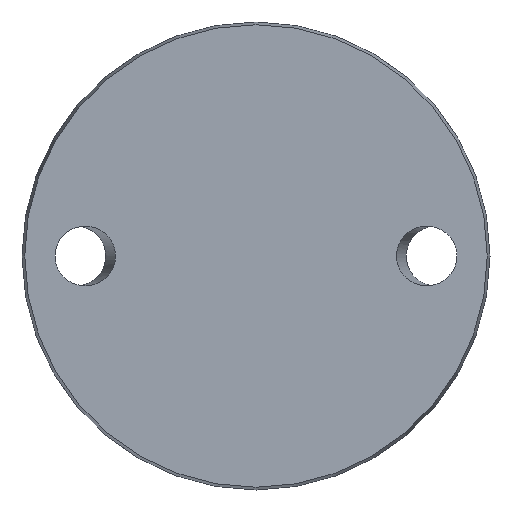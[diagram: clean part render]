
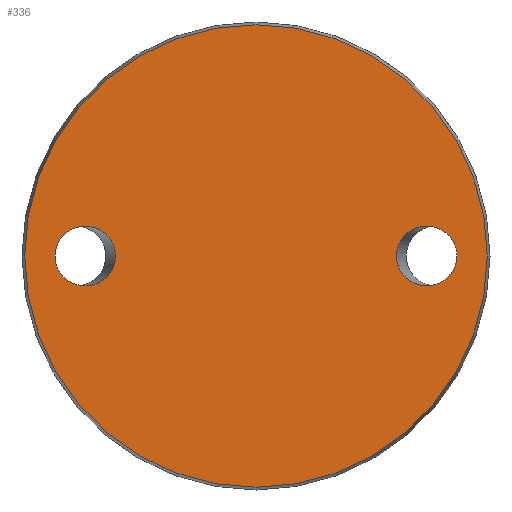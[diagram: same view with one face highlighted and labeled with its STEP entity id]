
A CAD part, front view. The second image highlights one B-rep face of the part: STEP entity #336.
In plain terms, the highlighted planar face has unit normal (0, -1, 0).
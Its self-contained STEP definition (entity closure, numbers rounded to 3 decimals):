
#8 = VERTEX_POINT ( 'NONE', #314 ) ;
#14 = CARTESIAN_POINT ( 'NONE',  ( 42.087, 0., 0. ) ) ;
#16 = FACE_BOUND ( 'NONE', #252, .T. ) ;
#19 = CARTESIAN_POINT ( 'NONE',  ( 42.087, 0., 0. ) ) ;
#38 = EDGE_LOOP ( 'NONE', ( #485 ) ) ;
#74 = EDGE_CURVE ( 'NONE', #378, #378, #269, .T. ) ;
#118 =( BOUNDED_CURVE ( )  B_SPLINE_CURVE ( 3, ( #442, #192, #380, #384, #437, #205, #14 ),
 .UNSPECIFIED., .T., .T. ) 
 B_SPLINE_CURVE_WITH_KNOTS ( ( 4, 3, 4 ),
 ( 0., 3.142, 6.283 ),
 .UNSPECIFIED. ) 
 CURVE ( )  GEOMETRIC_REPRESENTATION_ITEM ( )  RATIONAL_B_SPLINE_CURVE ( ( 1., 0.333, 0.333, 1., 0.333, 0.333, 1. ) ) 
 REPRESENTATION_ITEM ( '' )  );
#154 = DIRECTION ( 'NONE',  ( 0., -1., 0. ) ) ;
#172 = CIRCLE ( 'NONE', #374, 48.425 ) ;
#187 = CARTESIAN_POINT ( 'NONE',  ( -42.087, 0., 0. ) ) ;
#192 = CARTESIAN_POINT ( 'NONE',  ( 42.087, 0., -12.5 ) ) ;
#205 = CARTESIAN_POINT ( 'NONE',  ( 42.087, 0., 12.5 ) ) ;
#252 = EDGE_LOOP ( 'NONE', ( #772 ) ) ;
#257 = CARTESIAN_POINT ( 'NONE',  ( -48.425, 0., 0. ) ) ;
#269 =( BOUNDED_CURVE ( )  B_SPLINE_CURVE ( 3, ( #732, #303, #496, #421, #491, #727, #187 ),
 .UNSPECIFIED., .T., .F. ) 
 B_SPLINE_CURVE_WITH_KNOTS ( ( 4, 3, 4 ),
 ( 0., 3.142, 6.283 ),
 .UNSPECIFIED. ) 
 CURVE ( )  GEOMETRIC_REPRESENTATION_ITEM ( )  RATIONAL_B_SPLINE_CURVE ( ( 1., 0.333, 0.333, 1., 0.333, 0.333, 1. ) ) 
 REPRESENTATION_ITEM ( '' )  );
#283 = EDGE_CURVE ( 'NONE', #558, #558, #118, .T. ) ;
#303 = CARTESIAN_POINT ( 'NONE',  ( -42.087, 0., 12.5 ) ) ;
#314 = CARTESIAN_POINT ( 'NONE',  ( 0., 0., -48.425 ) ) ;
#336 = ADVANCED_FACE ( 'NONE', ( #16, #386, #631 ), #508, .F. ) ;
#374 = AXIS2_PLACEMENT_3D ( 'NONE', #457, #154, #591 ) ;
#378 = VERTEX_POINT ( 'NONE', #443 ) ;
#380 = CARTESIAN_POINT ( 'NONE',  ( 29.413, 0., -12.5 ) ) ;
#384 = CARTESIAN_POINT ( 'NONE',  ( 29.413, 0., 0. ) ) ;
#386 = FACE_BOUND ( 'NONE', #38, .T. ) ;
#421 = CARTESIAN_POINT ( 'NONE',  ( -29.413, 0., 0. ) ) ;
#437 = CARTESIAN_POINT ( 'NONE',  ( 29.413, 0., 12.5 ) ) ;
#442 = CARTESIAN_POINT ( 'NONE',  ( 42.087, 0., 0. ) ) ;
#443 = CARTESIAN_POINT ( 'NONE',  ( -42.087, 0., 0. ) ) ;
#457 = CARTESIAN_POINT ( 'NONE',  ( 0., 0., 0. ) ) ;
#459 = ORIENTED_EDGE ( 'NONE', *, *, #556, .T. ) ;
#485 = ORIENTED_EDGE ( 'NONE', *, *, #283, .T. ) ;
#491 = CARTESIAN_POINT ( 'NONE',  ( -29.413, 0., -12.5 ) ) ;
#496 = CARTESIAN_POINT ( 'NONE',  ( -29.413, 0., 12.5 ) ) ;
#508 = PLANE ( 'NONE',  #708 ) ;
#556 = EDGE_CURVE ( 'NONE', #8, #8, #172, .T. ) ;
#558 = VERTEX_POINT ( 'NONE', #19 ) ;
#591 = DIRECTION ( 'NONE',  ( 0., 0., -1. ) ) ;
#625 = DIRECTION ( 'NONE',  ( 0., 0., 1. ) ) ;
#631 = FACE_OUTER_BOUND ( 'NONE', #656, .T. ) ;
#656 = EDGE_LOOP ( 'NONE', ( #459 ) ) ;
#693 = DIRECTION ( 'NONE',  ( 0., 1., 0. ) ) ;
#708 = AXIS2_PLACEMENT_3D ( 'NONE', #257, #693, #625 ) ;
#727 = CARTESIAN_POINT ( 'NONE',  ( -42.087, 0., -12.5 ) ) ;
#732 = CARTESIAN_POINT ( 'NONE',  ( -42.087, 0., 0. ) ) ;
#772 = ORIENTED_EDGE ( 'NONE', *, *, #74, .T. ) ;
